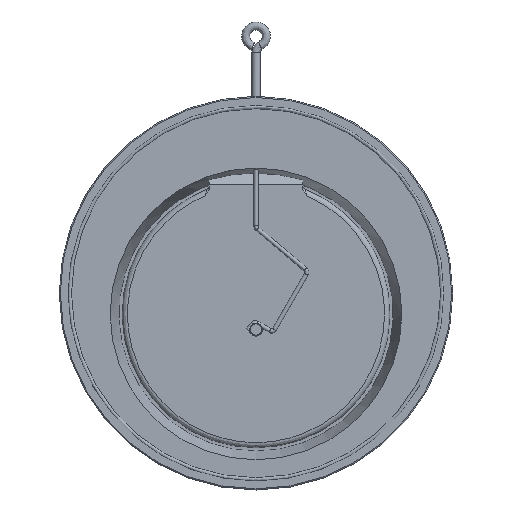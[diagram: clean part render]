
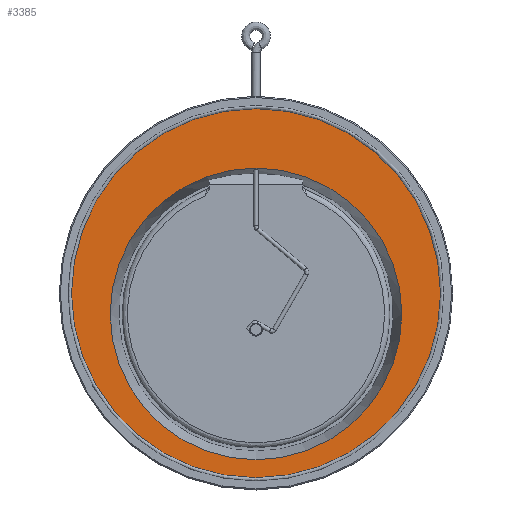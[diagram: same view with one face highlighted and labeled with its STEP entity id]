
A CAD part, top view. The second image highlights one B-rep face of the part: STEP entity #3385.
In plain terms, the highlighted planar face has unit normal (0, 0, 1).
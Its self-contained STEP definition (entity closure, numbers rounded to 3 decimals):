
#889 = AXIS2_PLACEMENT_3D ( 'NONE', #2710, #6287, #6187 ) ;
#1466 = ORIENTED_EDGE ( 'NONE', *, *, #3795, .F. ) ;
#2176 = VERTEX_POINT ( 'NONE', #5984 ) ;
#2263 = CARTESIAN_POINT ( 'NONE',  ( 0., -160.871, 0. ) ) ;
#2710 = CARTESIAN_POINT ( 'NONE',  ( 0., 0., 0. ) ) ;
#3245 = AXIS2_PLACEMENT_3D ( 'NONE', #6108, #6088, #6080 ) ;
#3385 = ADVANCED_FACE ( 'NONE', ( #5912, #7146 ), #6243, .T. ) ;
#3795 = EDGE_CURVE ( 'NONE', #2176, #2176, #6709, .T. ) ;
#4010 = CIRCLE ( 'NONE', #3245, 140.871 ) ;
#4604 = VERTEX_POINT ( 'NONE', #2263 ) ;
#4739 = EDGE_LOOP ( 'NONE', ( #1466 ) ) ;
#5522 = EDGE_CURVE ( 'NONE', #4604, #4604, #4010, .T. ) ;
#5527 = EDGE_LOOP ( 'NONE', ( #6319 ) ) ;
#5912 = FACE_OUTER_BOUND ( 'NONE', #4739, .T. ) ;
#5984 = CARTESIAN_POINT ( 'NONE',  ( -178.22, 0., 0. ) ) ;
#6080 = DIRECTION ( 'NONE',  ( 0., -1., 0. ) ) ;
#6088 = DIRECTION ( 'NONE',  ( 0., 0., -1. ) ) ;
#6108 = CARTESIAN_POINT ( 'NONE',  ( 0., -20., 0. ) ) ;
#6187 = DIRECTION ( 'NONE',  ( 1., 0., 0. ) ) ;
#6243 = PLANE ( 'NONE',  #889 ) ;
#6287 = DIRECTION ( 'NONE',  ( 0., 0., 1. ) ) ;
#6319 = ORIENTED_EDGE ( 'NONE', *, *, #5522, .T. ) ;
#6493 = CARTESIAN_POINT ( 'NONE',  ( 0., 0., 0. ) ) ;
#6505 = DIRECTION ( 'NONE',  ( 0., 0., -1. ) ) ;
#6512 = DIRECTION ( 'NONE',  ( -1., 0., 0. ) ) ;
#6709 = CIRCLE ( 'NONE', #7247, 178.22 ) ;
#7146 = FACE_BOUND ( 'NONE', #5527, .T. ) ;
#7247 = AXIS2_PLACEMENT_3D ( 'NONE', #6493, #6505, #6512 ) ;
